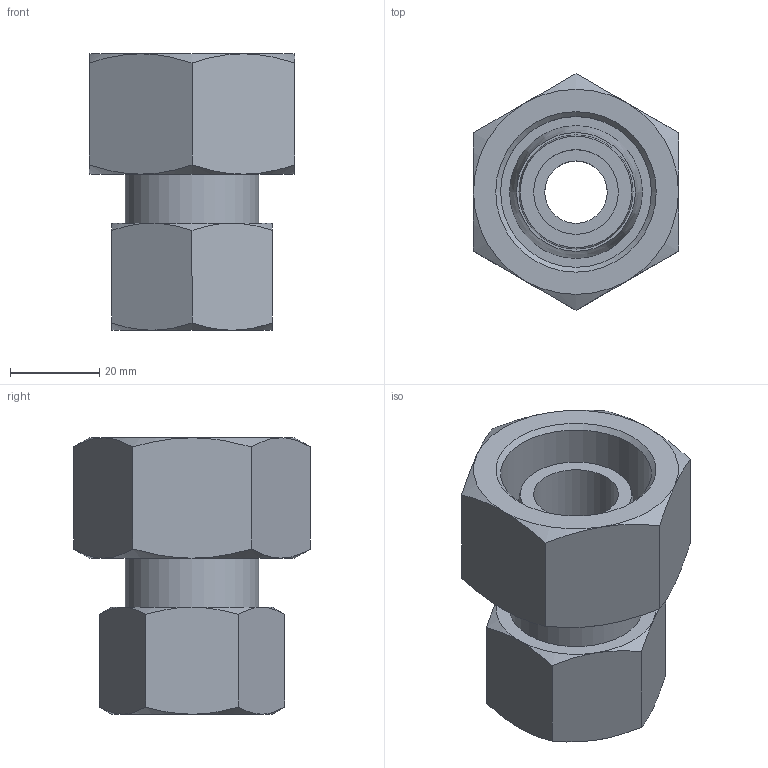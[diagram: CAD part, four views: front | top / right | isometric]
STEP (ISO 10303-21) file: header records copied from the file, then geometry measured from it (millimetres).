
FILE_DESCRIPTION(/* description */ ('STEP AP203'),/* implementation_level */ '2;1');
FILE_NAME(/* name */ 'Double Cone DKS 25_20-02',/* time_stamp */ '2024-12-03T06:13:59+01:00',/* author */ ('License CC BY-ND 4.0'),/* organization */ ('CADENAS'),/* preprocessor_version */ 'ST-DEVELOPER v19.3',/* originating_system */ 'PARTsolutions',/* authorisation */ ' ');
FILE_SCHEMA (('CONFIG_CONTROL_DESIGN'));
Length unit declared in the file: millimetre
Products named in the file (1): Doppelkegel DKS 25>20-02
Bounding box: 46 x 53.12 x 62 mm (x, y, z)
Volume: 56672.8 mm3; surface area: 20736.7 mm2
Topology: 1 solids, 1 shells, 64 faces, 125 edges, 74 vertices
Faces by surface type: cone 32, plane 25, cylinder 5, torus 2
Full cylindrical faces by diameter (mm): 14 x1, 19 x1, 27.835 x1, 30 x1, 33.835 x1
Entity records: 1638 total; most frequent: CARTESIAN_POINT 409, DIRECTION 242, ORIENTED_EDGE 220, AXIS2_PLACEMENT_3D 115, EDGE_CURVE 110, EDGE_LOOP 92, FACE_BOUND 92, VERTEX_POINT 74
